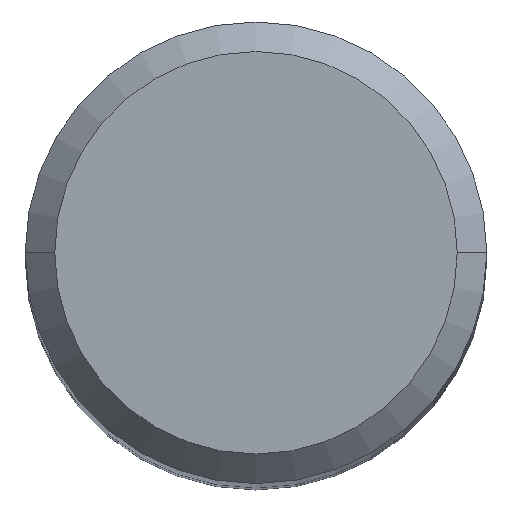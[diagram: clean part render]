
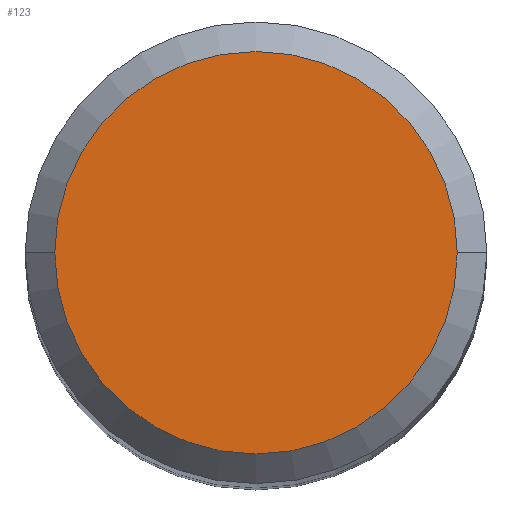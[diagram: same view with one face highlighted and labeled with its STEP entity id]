
A CAD part, top view. The second image highlights one B-rep face of the part: STEP entity #123.
In plain terms, the highlighted planar face has unit normal (0, 0, 1).
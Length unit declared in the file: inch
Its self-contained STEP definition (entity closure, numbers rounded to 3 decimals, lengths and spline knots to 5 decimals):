
#10 = CARTESIAN_POINT ( 'NONE',  ( 0., 0., 0. ) ) ;
#48 = VERTEX_POINT ( 'NONE', #165 ) ;
#54 = CARTESIAN_POINT ( 'NONE',  ( 0.13625, 0., 0. ) ) ;
#75 = EDGE_LOOP ( 'NONE', ( #236, #98 ) ) ;
#98 = ORIENTED_EDGE ( 'NONE', *, *, #204, .T. ) ;
#111 = CARTESIAN_POINT ( 'NONE',  ( 0., 0., 0. ) ) ;
#123 = ADVANCED_FACE ( 'NONE', ( #314 ), #304, .F. ) ;
#125 = DIRECTION ( 'NONE',  ( 0., 0., 1. ) ) ;
#144 = AXIS2_PLACEMENT_3D ( 'NONE', #10, #125, #154 ) ;
#145 = DIRECTION ( 'NONE',  ( 0., 0., -1. ) ) ;
#149 = CIRCLE ( 'NONE', #144, 0.13625 ) ;
#154 = DIRECTION ( 'NONE',  ( 1., 0., 0. ) ) ;
#161 = VERTEX_POINT ( 'NONE', #54 ) ;
#165 = CARTESIAN_POINT ( 'NONE',  ( -0.13625, 0., 0. ) ) ;
#204 = EDGE_CURVE ( 'NONE', #161, #48, #149, .T. ) ;
#206 = CIRCLE ( 'NONE', #306, 0.13625 ) ;
#215 = AXIS2_PLACEMENT_3D ( 'NONE', #220, #145, #341 ) ;
#220 = CARTESIAN_POINT ( 'NONE',  ( 0., 0.13625, 0. ) ) ;
#224 = DIRECTION ( 'NONE',  ( 0., 0., 1. ) ) ;
#236 = ORIENTED_EDGE ( 'NONE', *, *, #289, .T. ) ;
#289 = EDGE_CURVE ( 'NONE', #48, #161, #206, .T. ) ;
#304 = PLANE ( 'NONE',  #215 ) ;
#306 = AXIS2_PLACEMENT_3D ( 'NONE', #111, #224, #337 ) ;
#314 = FACE_OUTER_BOUND ( 'NONE', #75, .T. ) ;
#337 = DIRECTION ( 'NONE',  ( 1., 0., 0. ) ) ;
#341 = DIRECTION ( 'NONE',  ( -1., 0., 0. ) ) ;
